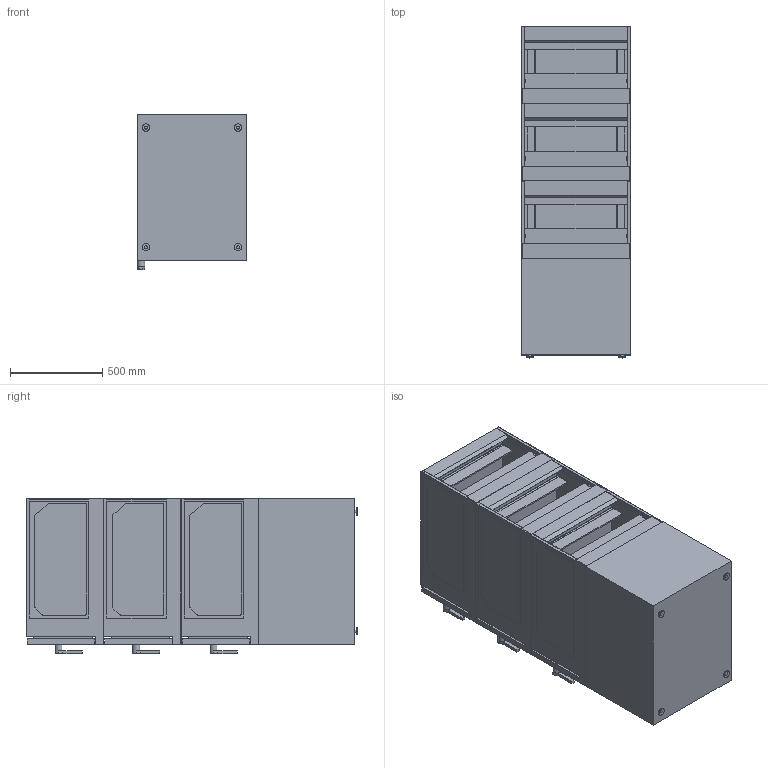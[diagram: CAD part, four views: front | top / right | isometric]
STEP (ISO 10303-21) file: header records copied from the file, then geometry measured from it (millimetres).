
FILE_DESCRIPTION(/* description */ ('vereinfachtes Modell'),/* implementation_level */ '2;1');
FILE_NAME(/* name */ '3D-AKE-00059600.stp',/* time_stamp */ '2024-09-18T10:41:48+02:00',/* author */ ('marina.schachner'),/* organization */ (''),/* preprocessor_version */ 'ST-DEVELOPER v20',/* originating_system */ 'Autodesk Inventor 2024',/* authorisation */ '');
FILE_SCHEMA (('AUTOMOTIVE_DESIGN { 1 0 10303 214 3 1 1 }'));
Length unit declared in the file: millimetre
Products named in the file (1): 3D-AKE-00059600
Bounding box: 596 x 1798 x 842 mm (x, y, z)
Volume: 475995509.7 mm3; surface area: 23845620.9 mm2
Topology: 78 solids, 78 shells, 1143 faces, 2916 edges, 1935 vertices
Faces by surface type: plane 1000, cylinder 143
Full cylindrical faces by diameter (mm): 16 x4, 40 x7
Entity records: 34213 total; most frequent: CARTESIAN_POINT 5995, ORIENTED_EDGE 5832, DIRECTION 5517, EDGE_CURVE 2916, LINE 2603, VECTOR 2603, VERTEX_POINT 1935, AXIS2_PLACEMENT_3D 1457
